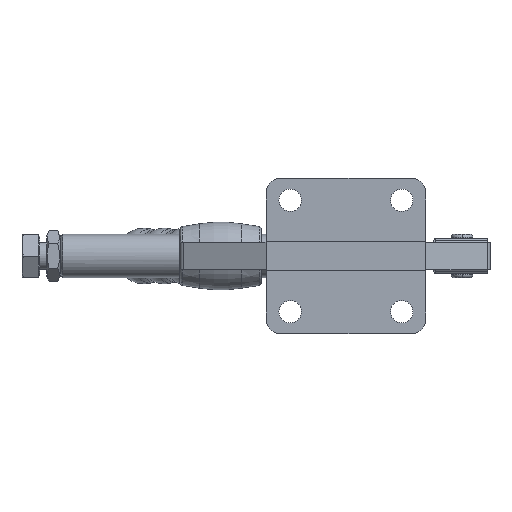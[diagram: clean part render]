
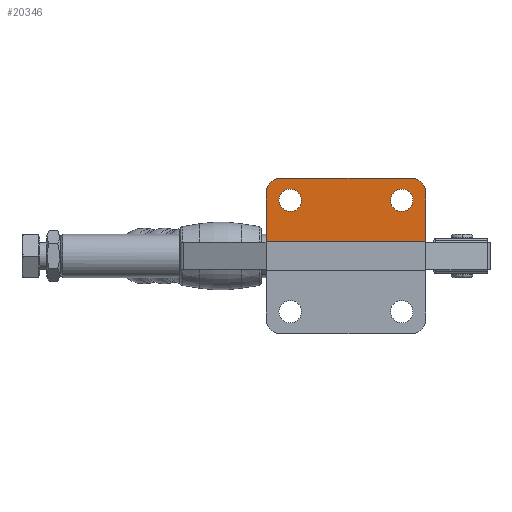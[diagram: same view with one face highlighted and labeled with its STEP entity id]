
A CAD part, front view. The second image highlights one B-rep face of the part: STEP entity #20346.
In plain terms, the highlighted planar face has unit normal (0, -1, 0).
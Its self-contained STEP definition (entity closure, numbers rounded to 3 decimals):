
#1202 = AXIS2_PLACEMENT_3D ( 'NONE', #19674, #19921, #19685 ) ;
#1204 = AXIS2_PLACEMENT_3D ( 'NONE', #19176, #19282, #19088 ) ;
#1238 = AXIS2_PLACEMENT_3D ( 'NONE', #2178, #2177, #2176 ) ;
#1243 = AXIS2_PLACEMENT_3D ( 'NONE', #2119, #2118, #2117 ) ;
#1247 = AXIS2_PLACEMENT_3D ( 'NONE', #2105, #2104, #2103 ) ;
#1250 = AXIS2_PLACEMENT_3D ( 'NONE', #2190, #2193, #2096 ) ;
#1481 = AXIS2_PLACEMENT_3D ( 'NONE', #28052, #28044, #28055 ) ;
#2095 = DIRECTION ( 'NONE',  ( 0., 0., 1. ) ) ;
#2096 = DIRECTION ( 'NONE',  ( 0., 0., 1. ) ) ;
#2097 = CARTESIAN_POINT ( 'NONE',  ( 58.8, -5., 23.6 ) ) ;
#2103 = DIRECTION ( 'NONE',  ( 0., 0., 1. ) ) ;
#2104 = DIRECTION ( 'NONE',  ( 0., 1., 0. ) ) ;
#2105 = CARTESIAN_POINT ( 'NONE',  ( 8.85, -5., 20.55 ) ) ;
#2117 = DIRECTION ( 'NONE',  ( 0., 0., 1. ) ) ;
#2118 = DIRECTION ( 'NONE',  ( 0., -1., 0. ) ) ;
#2119 = CARTESIAN_POINT ( 'NONE',  ( 5., -5., 23.6 ) ) ;
#2143 = DIRECTION ( 'NONE',  ( 0., 0., -1. ) ) ;
#2144 = CARTESIAN_POINT ( 'NONE',  ( 0., -5., 5. ) ) ;
#2151 = DIRECTION ( 'NONE',  ( -1., 0., 0. ) ) ;
#2154 = CARTESIAN_POINT ( 'NONE',  ( 5., -5., 5.5 ) ) ;
#2164 = DIRECTION ( 'NONE',  ( -1., 0., 0. ) ) ;
#2166 = CARTESIAN_POINT ( 'NONE',  ( 5., -5., 28.6 ) ) ;
#2176 = DIRECTION ( 'NONE',  ( 0., 0., 1. ) ) ;
#2177 = DIRECTION ( 'NONE',  ( 0., 1., 0. ) ) ;
#2178 = CARTESIAN_POINT ( 'NONE',  ( 49.95, -5., 20.55 ) ) ;
#2190 = CARTESIAN_POINT ( 'NONE',  ( 53.8, -5., 23.6 ) ) ;
#2193 = DIRECTION ( 'NONE',  ( 0., -1., 0. ) ) ;
#2320 = CIRCLE ( 'NONE', #1238, 4.15 ) ;
#2325 = LINE ( 'NONE', #2154, #2328 ) ;
#2326 = LINE ( 'NONE', #2166, #2327 ) ;
#2327 = VECTOR ( 'NONE', #2164, 1000. ) ;
#2328 = VECTOR ( 'NONE', #2151, 1000. ) ;
#2334 = LINE ( 'NONE', #2144, #2335 ) ;
#2335 = VECTOR ( 'NONE', #2143, 1000. ) ;
#2341 = CIRCLE ( 'NONE', #1243, 5. ) ;
#2352 = CIRCLE ( 'NONE', #1247, 4.15 ) ;
#2357 = LINE ( 'NONE', #2097, #2362 ) ;
#2362 = VECTOR ( 'NONE', #2095, 1000. ) ;
#2372 = CIRCLE ( 'NONE', #1250, 5. ) ;
#3422 = FACE_BOUND ( 'NONE', #16439, .T. ) ;
#3435 = FACE_OUTER_BOUND ( 'NONE', #28697, .T. ) ;
#3437 = FACE_BOUND ( 'NONE', #16606, .T. ) ;
#10974 = CARTESIAN_POINT ( 'NONE',  ( 49.95, -5., 16.4 ) ) ;
#11052 = CARTESIAN_POINT ( 'NONE',  ( 0., -5., 23.6 ) ) ;
#11055 = CARTESIAN_POINT ( 'NONE',  ( 8.85, -5., 24.7 ) ) ;
#12179 = EDGE_CURVE ( 'NONE', #25256, #18425, #22635, .T. ) ;
#12182 = EDGE_CURVE ( 'NONE', #18297, #25781, #22611, .T. ) ;
#12281 = EDGE_CURVE ( 'NONE', #18425, #25256, #2320, .T. ) ;
#12285 = EDGE_CURVE ( 'NONE', #19075, #19028, #2326, .T. ) ;
#12289 = EDGE_CURVE ( 'NONE', #18012, #18805, #2325, .T. ) ;
#12294 = EDGE_CURVE ( 'NONE', #25723, #18805, #2334, .T. ) ;
#12303 = EDGE_CURVE ( 'NONE', #19028, #25723, #2341, .T. ) ;
#12310 = EDGE_CURVE ( 'NONE', #25781, #18297, #2352, .T. ) ;
#12318 = EDGE_CURVE ( 'NONE', #18012, #17948, #2357, .T. ) ;
#12327 = EDGE_CURVE ( 'NONE', #17948, #19075, #2372, .T. ) ;
#16439 = EDGE_LOOP ( 'NONE', ( #28543, #28591 ) ) ;
#16606 = EDGE_LOOP ( 'NONE', ( #28778, #28565 ) ) ;
#17948 = VERTEX_POINT ( 'NONE', #26329 ) ;
#18012 = VERTEX_POINT ( 'NONE', #26352 ) ;
#18297 = VERTEX_POINT ( 'NONE', #26401 ) ;
#18425 = VERTEX_POINT ( 'NONE', #26427 ) ;
#18805 = VERTEX_POINT ( 'NONE', #26631 ) ;
#19028 = VERTEX_POINT ( 'NONE', #26825 ) ;
#19075 = VERTEX_POINT ( 'NONE', #26905 ) ;
#19088 = DIRECTION ( 'NONE',  ( 0., 0., 1. ) ) ;
#19176 = CARTESIAN_POINT ( 'NONE',  ( 8.85, -5., 20.55 ) ) ;
#19282 = DIRECTION ( 'NONE',  ( 0., 1., 0. ) ) ;
#19674 = CARTESIAN_POINT ( 'NONE',  ( 49.95, -5., 20.55 ) ) ;
#19685 = DIRECTION ( 'NONE',  ( 0., 0., 1. ) ) ;
#19921 = DIRECTION ( 'NONE',  ( 0., 1., 0. ) ) ;
#20346 = ADVANCED_FACE ( 'NONE', ( #3422, #3437, #3435 ), #28053, .F. ) ;
#22611 = CIRCLE ( 'NONE', #1204, 4.15 ) ;
#22635 = CIRCLE ( 'NONE', #1202, 4.15 ) ;
#25256 = VERTEX_POINT ( 'NONE', #10974 ) ;
#25723 = VERTEX_POINT ( 'NONE', #11052 ) ;
#25781 = VERTEX_POINT ( 'NONE', #11055 ) ;
#26329 = CARTESIAN_POINT ( 'NONE',  ( 58.8, -5., 23.6 ) ) ;
#26352 = CARTESIAN_POINT ( 'NONE',  ( 58.8, -5., 5.5 ) ) ;
#26401 = CARTESIAN_POINT ( 'NONE',  ( 8.85, -5., 16.4 ) ) ;
#26427 = CARTESIAN_POINT ( 'NONE',  ( 49.95, -5., 24.7 ) ) ;
#26631 = CARTESIAN_POINT ( 'NONE',  ( 0., -5., 5.5 ) ) ;
#26825 = CARTESIAN_POINT ( 'NONE',  ( 5., -5., 28.6 ) ) ;
#26905 = CARTESIAN_POINT ( 'NONE',  ( 53.8, -5., 28.6 ) ) ;
#28044 = DIRECTION ( 'NONE',  ( 0., 1., 0. ) ) ;
#28052 = CARTESIAN_POINT ( 'NONE',  ( 5., -5., 23.6 ) ) ;
#28053 = PLANE ( 'NONE',  #1481 ) ;
#28055 = DIRECTION ( 'NONE',  ( 0., 0., 1. ) ) ;
#28486 = ORIENTED_EDGE ( 'NONE', *, *, #12303, .T. ) ;
#28543 = ORIENTED_EDGE ( 'NONE', *, *, #12281, .T. ) ;
#28565 = ORIENTED_EDGE ( 'NONE', *, *, #12182, .T. ) ;
#28587 = ORIENTED_EDGE ( 'NONE', *, *, #12285, .T. ) ;
#28591 = ORIENTED_EDGE ( 'NONE', *, *, #12179, .T. ) ;
#28627 = ORIENTED_EDGE ( 'NONE', *, *, #12327, .T. ) ;
#28644 = ORIENTED_EDGE ( 'NONE', *, *, #12289, .F. ) ;
#28697 = EDGE_LOOP ( 'NONE', ( #28644, #28816, #28627, #28587, #28486, #28787 ) ) ;
#28778 = ORIENTED_EDGE ( 'NONE', *, *, #12310, .T. ) ;
#28787 = ORIENTED_EDGE ( 'NONE', *, *, #12294, .T. ) ;
#28816 = ORIENTED_EDGE ( 'NONE', *, *, #12318, .T. ) ;
